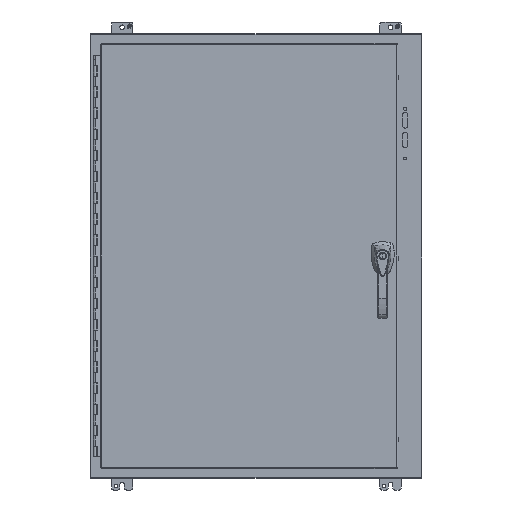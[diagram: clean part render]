
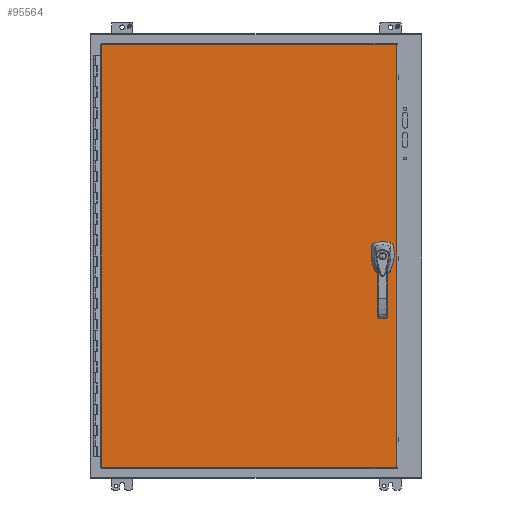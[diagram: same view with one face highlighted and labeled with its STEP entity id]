
A CAD part, front view. The second image highlights one B-rep face of the part: STEP entity #95564.
In plain terms, the highlighted planar face has unit normal (0, -1, 0).
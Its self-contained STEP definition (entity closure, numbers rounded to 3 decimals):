
#621 = ORIENTED_EDGE ( 'NONE', *, *, #3261, .T. ) ;
#927 = LINE ( 'NONE', #64897, #98915 ) ;
#1207 = ORIENTED_EDGE ( 'NONE', *, *, #100094, .T. ) ;
#2299 = ORIENTED_EDGE ( 'NONE', *, *, #32768, .T. ) ;
#3261 = EDGE_CURVE ( 'NONE', #17003, #72662, #31870, .T. ) ;
#6632 = CARTESIAN_POINT ( 'NONE',  ( -370.98, -276.228, -507.644 ) ) ;
#6891 = DIRECTION ( 'NONE',  ( 1., 0., 0. ) ) ;
#10680 = EDGE_LOOP ( 'NONE', ( #26516, #62898, #82074, #35161, #89676, #89326, #45761, #621 ) ) ;
#11778 = AXIS2_PLACEMENT_3D ( 'NONE', #88119, #39942, #12995 ) ;
#12995 = DIRECTION ( 'NONE',  ( 0., 0., -1. ) ) ;
#13447 = CIRCLE ( 'NONE', #73679, 11.239 ) ;
#13532 = VECTOR ( 'NONE', #77191, 1000. ) ;
#13555 = AXIS2_PLACEMENT_3D ( 'NONE', #102926, #101889, #62015 ) ;
#13752 = EDGE_LOOP ( 'NONE', ( #1207, #65409, #56540, #2299 ) ) ;
#17003 = VERTEX_POINT ( 'NONE', #47952 ) ;
#17306 = CARTESIAN_POINT ( 'NONE',  ( 299.086, -276.228, 10.046 ) ) ;
#17599 = DIRECTION ( 'NONE',  ( 0., 0., -1. ) ) ;
#17825 = DIRECTION ( 'NONE',  ( 0., 0., -1. ) ) ;
#20937 = VERTEX_POINT ( 'NONE', #37259 ) ;
#21637 = CIRCLE ( 'NONE', #93653, 11.239 ) ;
#22437 = DIRECTION ( 'NONE',  ( 1., 0., 0. ) ) ;
#22597 = VERTEX_POINT ( 'NONE', #91597 ) ;
#22714 = DIRECTION ( 'NONE',  ( -1., 0., 0. ) ) ;
#23415 = EDGE_CURVE ( 'NONE', #36339, #87850, #927, .T. ) ;
#24434 = CARTESIAN_POINT ( 'NONE',  ( 304.127, -276.228, 0. ) ) ;
#25636 = DIRECTION ( 'NONE',  ( 0., 1., 0. ) ) ;
#25714 = CARTESIAN_POINT ( 'NONE',  ( -370.98, -276.228, -510.388 ) ) ;
#26516 = ORIENTED_EDGE ( 'NONE', *, *, #100429, .T. ) ;
#28180 = CARTESIAN_POINT ( 'NONE',  ( -373.723, -276.228, -510.388 ) ) ;
#28397 = CARTESIAN_POINT ( 'NONE',  ( -373.723, -276.228, -10.046 ) ) ;
#28528 = LINE ( 'NONE', #77714, #79994 ) ;
#28712 = FACE_BOUND ( 'NONE', #10680, .T. ) ;
#30443 = CARTESIAN_POINT ( 'NONE',  ( 299.086, -276.228, -10.046 ) ) ;
#31022 = VECTOR ( 'NONE', #22714, 1000. ) ;
#31870 = CIRCLE ( 'NONE', #11778, 11.239 ) ;
#32118 = VERTEX_POINT ( 'NONE', #90434 ) ;
#32768 = EDGE_CURVE ( 'NONE', #59648, #32118, #47263, .T. ) ;
#33008 = CARTESIAN_POINT ( 'NONE',  ( 304.127, -276.228, -33.985 ) ) ;
#35161 = ORIENTED_EDGE ( 'NONE', *, *, #49630, .T. ) ;
#36339 = VERTEX_POINT ( 'NONE', #17306 ) ;
#36661 = CARTESIAN_POINT ( 'NONE',  ( 309.168, -276.228, 10.046 ) ) ;
#37259 = CARTESIAN_POINT ( 'NONE',  ( 304.127, -276.228, -38.227 ) ) ;
#38915 = VERTEX_POINT ( 'NONE', #87803 ) ;
#39479 = VECTOR ( 'NONE', #17825, 1000. ) ;
#39942 = DIRECTION ( 'NONE',  ( 0., 1., 0. ) ) ;
#40121 = DIRECTION ( 'NONE',  ( 0., 1., 0. ) ) ;
#41864 = VERTEX_POINT ( 'NONE', #63503 ) ;
#44500 = VERTEX_POINT ( 'NONE', #101118 ) ;
#45298 = LINE ( 'NONE', #45818, #13532 ) ;
#45476 = DIRECTION ( 'NONE',  ( 0., -1., 0. ) ) ;
#45686 = LINE ( 'NONE', #28397, #55040 ) ;
#45761 = ORIENTED_EDGE ( 'NONE', *, *, #82406, .T. ) ;
#45818 = CARTESIAN_POINT ( 'NONE',  ( 314.173, -276.228, -510.388 ) ) ;
#47263 = LINE ( 'NONE', #78681, #103719 ) ;
#47952 = CARTESIAN_POINT ( 'NONE',  ( 314.173, -276.228, -5.041 ) ) ;
#49630 = EDGE_CURVE ( 'NONE', #44500, #36339, #13447, .T. ) ;
#51799 = EDGE_LOOP ( 'NONE', ( #53642 ) ) ;
#51855 = VERTEX_POINT ( 'NONE', #30443 ) ;
#51950 = DIRECTION ( 'NONE',  ( -1., 0., 0. ) ) ;
#53642 = ORIENTED_EDGE ( 'NONE', *, *, #77911, .T. ) ;
#54420 = CARTESIAN_POINT ( 'NONE',  ( 304.127, -276.228, 0. ) ) ;
#55040 = VECTOR ( 'NONE', #51950, 1000. ) ;
#55897 = DIRECTION ( 'NONE',  ( 0., 1., 0. ) ) ;
#56173 = VERTEX_POINT ( 'NONE', #79614 ) ;
#56540 = ORIENTED_EDGE ( 'NONE', *, *, #65500, .T. ) ;
#58373 = EDGE_CURVE ( 'NONE', #51855, #56173, #21637, .T. ) ;
#59648 = VERTEX_POINT ( 'NONE', #6632 ) ;
#60656 = CARTESIAN_POINT ( 'NONE',  ( -373.723, -276.228, 507.644 ) ) ;
#60960 = DIRECTION ( 'NONE',  ( 0., 0., 1. ) ) ;
#61148 = FACE_BOUND ( 'NONE', #51799, .T. ) ;
#62015 = DIRECTION ( 'NONE',  ( 0., 0., -1. ) ) ;
#62898 = ORIENTED_EDGE ( 'NONE', *, *, #58373, .T. ) ;
#63503 = CARTESIAN_POINT ( 'NONE',  ( 337.909, -276.228, 507.644 ) ) ;
#63754 = CIRCLE ( 'NONE', #13555, 11.239 ) ;
#64227 = DIRECTION ( 'NONE',  ( 0., 0., -1. ) ) ;
#64897 = CARTESIAN_POINT ( 'NONE',  ( -373.723, -276.228, 10.046 ) ) ;
#64977 = DIRECTION ( 'NONE',  ( 0., 0., -1. ) ) ;
#65409 = ORIENTED_EDGE ( 'NONE', *, *, #77451, .T. ) ;
#65500 = EDGE_CURVE ( 'NONE', #38915, #59648, #97556, .T. ) ;
#67955 = AXIS2_PLACEMENT_3D ( 'NONE', #33008, #25636, #64977 ) ;
#68528 = LINE ( 'NONE', #60656, #31022 ) ;
#72662 = VERTEX_POINT ( 'NONE', #96242 ) ;
#73679 = AXIS2_PLACEMENT_3D ( 'NONE', #54420, #40121, #64227 ) ;
#76287 = CIRCLE ( 'NONE', #67955, 4.242 ) ;
#77191 = DIRECTION ( 'NONE',  ( 0., 0., -1. ) ) ;
#77372 = DIRECTION ( 'NONE',  ( 0., 0., -1. ) ) ;
#77451 = EDGE_CURVE ( 'NONE', #41864, #38915, #68528, .T. ) ;
#77714 = CARTESIAN_POINT ( 'NONE',  ( 337.909, -276.228, -510.388 ) ) ;
#77911 = EDGE_CURVE ( 'NONE', #20937, #20937, #76287, .T. ) ;
#78681 = CARTESIAN_POINT ( 'NONE',  ( -373.723, -276.228, -507.644 ) ) ;
#79614 = CARTESIAN_POINT ( 'NONE',  ( 294.081, -276.228, -5.041 ) ) ;
#79682 = DIRECTION ( 'NONE',  ( 0., 0., 1. ) ) ;
#79994 = VECTOR ( 'NONE', #60960, 1000. ) ;
#82074 = ORIENTED_EDGE ( 'NONE', *, *, #87634, .T. ) ;
#82406 = EDGE_CURVE ( 'NONE', #22597, #17003, #45298, .T. ) ;
#87634 = EDGE_CURVE ( 'NONE', #56173, #44500, #88051, .T. ) ;
#87803 = CARTESIAN_POINT ( 'NONE',  ( -370.98, -276.228, 507.644 ) ) ;
#87850 = VERTEX_POINT ( 'NONE', #36661 ) ;
#88051 = LINE ( 'NONE', #88585, #94452 ) ;
#88119 = CARTESIAN_POINT ( 'NONE',  ( 304.127, -276.228, 0. ) ) ;
#88585 = CARTESIAN_POINT ( 'NONE',  ( 294.081, -276.228, -510.388 ) ) ;
#89326 = ORIENTED_EDGE ( 'NONE', *, *, #103552, .T. ) ;
#89460 = AXIS2_PLACEMENT_3D ( 'NONE', #28180, #45476, #77372 ) ;
#89676 = ORIENTED_EDGE ( 'NONE', *, *, #23415, .T. ) ;
#90434 = CARTESIAN_POINT ( 'NONE',  ( 337.909, -276.228, -507.644 ) ) ;
#91554 = PLANE ( 'NONE',  #89460 ) ;
#91597 = CARTESIAN_POINT ( 'NONE',  ( 314.173, -276.228, 5.041 ) ) ;
#92086 = FACE_OUTER_BOUND ( 'NONE', #13752, .T. ) ;
#93653 = AXIS2_PLACEMENT_3D ( 'NONE', #24434, #55897, #17599 ) ;
#94452 = VECTOR ( 'NONE', #79682, 1000. ) ;
#95564 = ADVANCED_FACE ( 'NONE', ( #28712, #92086, #61148 ), #91554, .T. ) ;
#96242 = CARTESIAN_POINT ( 'NONE',  ( 309.168, -276.228, -10.046 ) ) ;
#97556 = LINE ( 'NONE', #25714, #39479 ) ;
#98915 = VECTOR ( 'NONE', #22437, 1000. ) ;
#100094 = EDGE_CURVE ( 'NONE', #32118, #41864, #28528, .T. ) ;
#100429 = EDGE_CURVE ( 'NONE', #72662, #51855, #45686, .T. ) ;
#101118 = CARTESIAN_POINT ( 'NONE',  ( 294.081, -276.228, 5.041 ) ) ;
#101889 = DIRECTION ( 'NONE',  ( 0., 1., 0. ) ) ;
#102926 = CARTESIAN_POINT ( 'NONE',  ( 304.127, -276.228, 0. ) ) ;
#103552 = EDGE_CURVE ( 'NONE', #87850, #22597, #63754, .T. ) ;
#103719 = VECTOR ( 'NONE', #6891, 1000. ) ;
